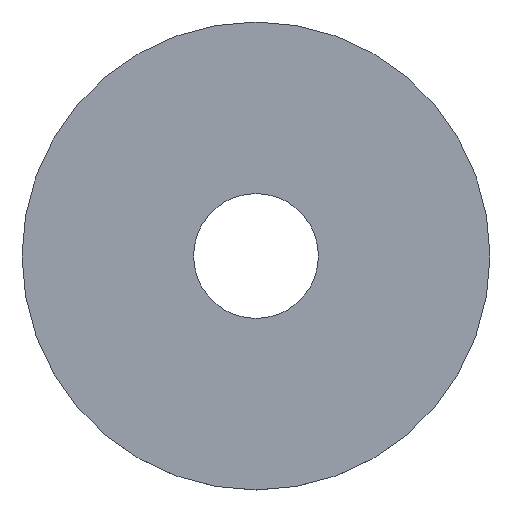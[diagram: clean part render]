
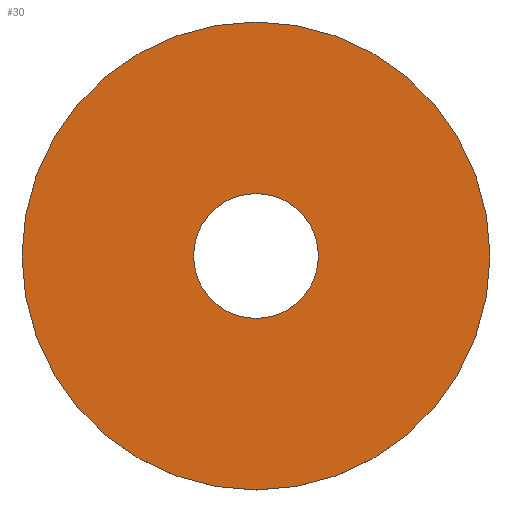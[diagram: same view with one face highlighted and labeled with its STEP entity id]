
A CAD part, top view. The second image highlights one B-rep face of the part: STEP entity #30.
In plain terms, the highlighted planar face has unit normal (0, 0, 1).
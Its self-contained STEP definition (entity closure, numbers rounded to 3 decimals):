
#1 = AXIS2_PLACEMENT_3D ( 'NONE', #3, #59, #111 ) ;
#3 = CARTESIAN_POINT ( 'NONE',  ( 0., 0., 0.9 ) ) ;
#10 = CARTESIAN_POINT ( 'NONE',  ( 0., 0., 0.9 ) ) ;
#11 = CARTESIAN_POINT ( 'NONE',  ( 0., 15., 0.9 ) ) ;
#16 = DIRECTION ( 'NONE',  ( 0., 0., 1. ) ) ;
#30 = ADVANCED_FACE ( 'NONE', ( #134, #125 ), #84, .T. ) ;
#33 = DIRECTION ( 'NONE',  ( 0., 1., 0. ) ) ;
#36 = EDGE_CURVE ( 'NONE', #50, #50, #96, .T. ) ;
#45 = CARTESIAN_POINT ( 'NONE',  ( 0., 4., 0.9 ) ) ;
#50 = VERTEX_POINT ( 'NONE', #11 ) ;
#55 = EDGE_LOOP ( 'NONE', ( #62 ) ) ;
#57 = AXIS2_PLACEMENT_3D ( 'NONE', #45, #16, #99 ) ;
#59 = DIRECTION ( 'NONE',  ( 0., 0., -1. ) ) ;
#62 = ORIENTED_EDGE ( 'NONE', *, *, #36, .F. ) ;
#84 = PLANE ( 'NONE',  #57 ) ;
#89 = AXIS2_PLACEMENT_3D ( 'NONE', #10, #164, #33 ) ;
#96 = CIRCLE ( 'NONE', #1, 15. ) ;
#99 = DIRECTION ( 'NONE',  ( 0., -1., 0. ) ) ;
#111 = DIRECTION ( 'NONE',  ( 0., 1., 0. ) ) ;
#117 = VERTEX_POINT ( 'NONE', #130 ) ;
#121 = CIRCLE ( 'NONE', #89, 4. ) ;
#124 = EDGE_LOOP ( 'NONE', ( #147 ) ) ;
#125 = FACE_OUTER_BOUND ( 'NONE', #55, .T. ) ;
#130 = CARTESIAN_POINT ( 'NONE',  ( 0., 4., 0.9 ) ) ;
#134 = FACE_BOUND ( 'NONE', #124, .T. ) ;
#147 = ORIENTED_EDGE ( 'NONE', *, *, #158, .T. ) ;
#158 = EDGE_CURVE ( 'NONE', #117, #117, #121, .T. ) ;
#164 = DIRECTION ( 'NONE',  ( 0., 0., -1. ) ) ;
